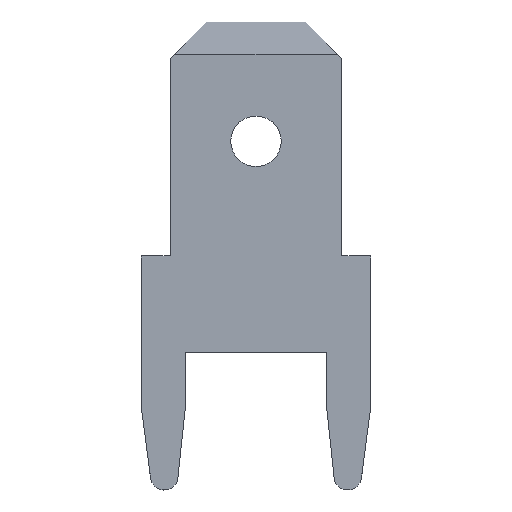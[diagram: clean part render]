
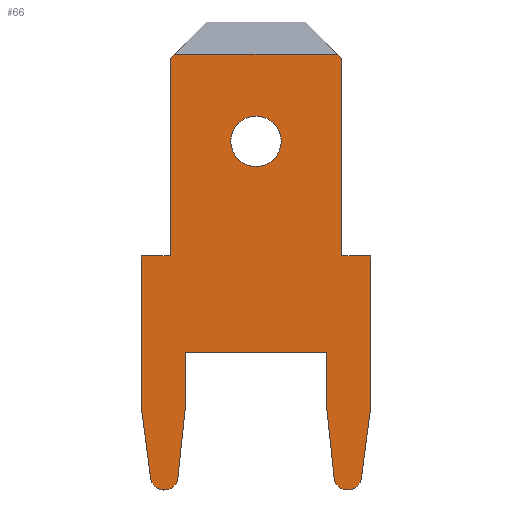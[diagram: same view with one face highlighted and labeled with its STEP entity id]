
A CAD part, top view. The second image highlights one B-rep face of the part: STEP entity #66.
In plain terms, the highlighted planar face has unit normal (0, 0, 1).
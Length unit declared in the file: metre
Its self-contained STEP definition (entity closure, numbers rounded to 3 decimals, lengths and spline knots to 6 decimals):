
#66 = ADVANCED_FACE( '', ( #112, #113 ), #114, .T. );
#112 = FACE_OUTER_BOUND( '', #161, .T. );
#113 = FACE_BOUND( '', #162, .T. );
#114 = PLANE( '', #163 );
#161 = EDGE_LOOP( '', ( #323, #324, #325, #326, #327, #328, #329, #330, #331, #332, #333, #334, #335, #336, #337, #338, #339, #340 ) );
#162 = EDGE_LOOP( '', ( #341 ) );
#163 = AXIS2_PLACEMENT_3D( '', #342, #343, #344 );
#323 = ORIENTED_EDGE( '', *, *, #366, .T. );
#324 = ORIENTED_EDGE( '', *, *, #406, .T. );
#325 = ORIENTED_EDGE( '', *, *, #404, .T. );
#326 = ORIENTED_EDGE( '', *, *, #408, .T. );
#327 = ORIENTED_EDGE( '', *, *, #416, .T. );
#328 = ORIENTED_EDGE( '', *, *, #412, .T. );
#329 = ORIENTED_EDGE( '', *, *, #410, .T. );
#330 = ORIENTED_EDGE( '', *, *, #415, .T. );
#331 = ORIENTED_EDGE( '', *, *, #420, .T. );
#332 = ORIENTED_EDGE( '', *, *, #421, .T. );
#333 = ORIENTED_EDGE( '', *, *, #391, .T. );
#334 = ORIENTED_EDGE( '', *, *, #402, .T. );
#335 = ORIENTED_EDGE( '', *, *, #417, .T. );
#336 = ORIENTED_EDGE( '', *, *, #394, .T. );
#337 = ORIENTED_EDGE( '', *, *, #400, .T. );
#338 = ORIENTED_EDGE( '', *, *, #418, .T. );
#339 = ORIENTED_EDGE( '', *, *, #396, .T. );
#340 = ORIENTED_EDGE( '', *, *, #422, .T. );
#341 = ORIENTED_EDGE( '', *, *, #389, .T. );
#342 = CARTESIAN_POINT( '', ( 0., 0., 0.000254 ) );
#343 = DIRECTION( '', ( 0., 0., 1. ) );
#344 = DIRECTION( '', ( 1., 0., 0. ) );
#366 = EDGE_CURVE( '', #433, #431, #434, .T. );
#389 = EDGE_CURVE( '', #476, #476, #477, .T. );
#391 = EDGE_CURVE( '', #480, #478, #481, .T. );
#394 = EDGE_CURVE( '', #485, #483, #486, .T. );
#396 = EDGE_CURVE( '', #488, #489, #490, .T. );
#400 = EDGE_CURVE( '', #483, #493, #495, .T. );
#402 = EDGE_CURVE( '', #478, #496, #498, .T. );
#404 = EDGE_CURVE( '', #501, #499, #502, .T. );
#406 = EDGE_CURVE( '', #431, #501, #504, .T. );
#408 = EDGE_CURVE( '', #499, #505, #507, .T. );
#410 = EDGE_CURVE( '', #510, #508, #511, .T. );
#412 = EDGE_CURVE( '', #513, #510, #514, .T. );
#415 = EDGE_CURVE( '', #508, #516, #518, .T. );
#416 = EDGE_CURVE( '', #505, #513, #519, .T. );
#417 = EDGE_CURVE( '', #496, #485, #520, .T. );
#418 = EDGE_CURVE( '', #493, #488, #521, .T. );
#420 = EDGE_CURVE( '', #516, #522, #524, .T. );
#421 = EDGE_CURVE( '', #522, #480, #525, .T. );
#422 = EDGE_CURVE( '', #489, #433, #526, .T. );
#431 = VERTEX_POINT( '', #539 );
#433 = VERTEX_POINT( '', #542 );
#434 = LINE( '', #543, #544 );
#476 = VERTEX_POINT( '', #605 );
#477 = CIRCLE( '', #606, 0.000699 );
#478 = VERTEX_POINT( '', #607 );
#480 = VERTEX_POINT( '', #610 );
#481 = LINE( '', #611, #612 );
#483 = VERTEX_POINT( '', #615 );
#485 = VERTEX_POINT( '', #618 );
#486 = LINE( '', #619, #620 );
#488 = VERTEX_POINT( '', #623 );
#489 = VERTEX_POINT( '', #624 );
#490 = LINE( '', #625, #626 );
#493 = VERTEX_POINT( '', #631 );
#495 = LINE( '', #634, #635 );
#496 = VERTEX_POINT( '', #636 );
#498 = LINE( '', #639, #640 );
#499 = VERTEX_POINT( '', #641 );
#501 = VERTEX_POINT( '', #644 );
#502 = LINE( '', #645, #646 );
#504 = LINE( '', #649, #650 );
#505 = VERTEX_POINT( '', #651 );
#507 = LINE( '', #654, #655 );
#508 = VERTEX_POINT( '', #656 );
#510 = VERTEX_POINT( '', #659 );
#511 = CIRCLE( '', #660, 0.000381 );
#513 = VERTEX_POINT( '', #663 );
#514 = LINE( '', #664, #665 );
#516 = VERTEX_POINT( '', #668 );
#518 = LINE( '', #671, #672 );
#519 = LINE( '', #673, #674 );
#520 = CIRCLE( '', #675, 0.000381 );
#521 = LINE( '', #676, #677 );
#522 = VERTEX_POINT( '', #678 );
#524 = LINE( '', #681, #682 );
#525 = LINE( '', #683, #684 );
#526 = LINE( '', #685, #686 );
#539 = CARTESIAN_POINT( '', ( -0.002248, 0.005588, 0.000254 ) );
#542 = CARTESIAN_POINT( '', ( 0.002248, 0.005588, 0.000254 ) );
#543 = CARTESIAN_POINT( '', ( 0.002248, 0.005588, 0.000254 ) );
#544 = VECTOR( '', #692, 1. );
#605 = CARTESIAN_POINT( '', ( 0.000699, 0.003175, 0.000254 ) );
#606 = AXIS2_PLACEMENT_3D( '', #721, #722, #723 );
#607 = CARTESIAN_POINT( '', ( 0.001956, -0.004191, 0.000254 ) );
#610 = CARTESIAN_POINT( '', ( 0.001956, -0.002667, 0.000254 ) );
#611 = CARTESIAN_POINT( '', ( 0.001956, -0.002667, 0.000254 ) );
#612 = VECTOR( '', #725, 1. );
#615 = CARTESIAN_POINT( '', ( 0.003175, -0.004191, 0.000254 ) );
#618 = CARTESIAN_POINT( '', ( 0.002918, -0.006146, 0.000254 ) );
#619 = CARTESIAN_POINT( '', ( 0.002918, -0.006146, 0.000254 ) );
#620 = VECTOR( '', #728, 1. );
#623 = CARTESIAN_POINT( '', ( 0.002375, 0., 0.000254 ) );
#624 = CARTESIAN_POINT( '', ( 0.002375, 0.005461, 0.000254 ) );
#625 = CARTESIAN_POINT( '', ( 0.002375, 0., 0.000254 ) );
#626 = VECTOR( '', #730, 1. );
#631 = CARTESIAN_POINT( '', ( 0.003175, 0., 0.000254 ) );
#634 = CARTESIAN_POINT( '', ( 0.003175, -0.004191, 0.000254 ) );
#635 = VECTOR( '', #734, 1. );
#636 = CARTESIAN_POINT( '', ( 0.002161, -0.006136, 0.000254 ) );
#639 = CARTESIAN_POINT( '', ( 0.001956, -0.004191, 0.000254 ) );
#640 = VECTOR( '', #736, 1. );
#641 = CARTESIAN_POINT( '', ( -0.002375, 0., 0.000254 ) );
#644 = CARTESIAN_POINT( '', ( -0.002375, 0.005461, 0.000254 ) );
#645 = CARTESIAN_POINT( '', ( -0.002375, 0.005461, 0.000254 ) );
#646 = VECTOR( '', #738, 1. );
#649 = CARTESIAN_POINT( '', ( -0.002248, 0.005588, 0.000254 ) );
#650 = VECTOR( '', #740, 1. );
#651 = CARTESIAN_POINT( '', ( -0.003175, 0., 0.000254 ) );
#654 = CARTESIAN_POINT( '', ( -0.002375, 0., 0.000254 ) );
#655 = VECTOR( '', #742, 1. );
#656 = CARTESIAN_POINT( '', ( -0.002161, -0.006136, 0.000254 ) );
#659 = CARTESIAN_POINT( '', ( -0.002918, -0.006146, 0.000254 ) );
#660 = AXIS2_PLACEMENT_3D( '', #744, #745, #746 );
#663 = CARTESIAN_POINT( '', ( -0.003175, -0.004191, 0.000254 ) );
#664 = CARTESIAN_POINT( '', ( -0.003175, -0.004191, 0.000254 ) );
#665 = VECTOR( '', #748, 1. );
#668 = CARTESIAN_POINT( '', ( -0.001956, -0.004191, 0.000254 ) );
#671 = CARTESIAN_POINT( '', ( -0.002161, -0.006136, 0.000254 ) );
#672 = VECTOR( '', #751, 1. );
#673 = CARTESIAN_POINT( '', ( -0.003175, 0., 0.000254 ) );
#674 = VECTOR( '', #752, 1. );
#675 = AXIS2_PLACEMENT_3D( '', #753, #754, #755 );
#676 = CARTESIAN_POINT( '', ( 0.003175, 0., 0.000254 ) );
#677 = VECTOR( '', #756, 1. );
#678 = CARTESIAN_POINT( '', ( -0.001956, -0.002667, 0.000254 ) );
#681 = CARTESIAN_POINT( '', ( -0.001956, -0.004191, 0.000254 ) );
#682 = VECTOR( '', #758, 1. );
#683 = CARTESIAN_POINT( '', ( -0.001956, -0.002667, 0.000254 ) );
#684 = VECTOR( '', #759, 1. );
#685 = CARTESIAN_POINT( '', ( 0.002375, 0.005461, 0.000254 ) );
#686 = VECTOR( '', #760, 1. );
#692 = DIRECTION( '', ( -1., 0., 0. ) );
#721 = CARTESIAN_POINT( '', ( 0., 0.003175, 0.000254 ) );
#722 = DIRECTION( '', ( 0., 0., -1. ) );
#723 = DIRECTION( '', ( 1., 0., 0. ) );
#725 = DIRECTION( '', ( 0., -1., 0. ) );
#728 = DIRECTION( '', ( 0.13, 0.991, 0. ) );
#730 = DIRECTION( '', ( 0., 1., 0. ) );
#734 = DIRECTION( '', ( 0., 1., 0. ) );
#736 = DIRECTION( '', ( 0.105, -0.994, 0. ) );
#738 = DIRECTION( '', ( 0., -1., 0. ) );
#740 = DIRECTION( '', ( -0.707, -0.707, 0. ) );
#742 = DIRECTION( '', ( -1., 0., 0. ) );
#744 = CARTESIAN_POINT( '', ( -0.00254, -0.006096, 0.000254 ) );
#745 = DIRECTION( '', ( 0., 0., 1. ) );
#746 = DIRECTION( '', ( -0.991, -0.13, 0. ) );
#748 = DIRECTION( '', ( 0.13, -0.991, 0. ) );
#751 = DIRECTION( '', ( 0.105, 0.994, 0. ) );
#752 = DIRECTION( '', ( 0., -1., 0. ) );
#753 = CARTESIAN_POINT( '', ( 0.00254, -0.006096, 0.000254 ) );
#754 = DIRECTION( '', ( 0., 0., 1. ) );
#755 = DIRECTION( '', ( -0.994, -0.105, 0. ) );
#756 = DIRECTION( '', ( -1., 0., 0. ) );
#758 = DIRECTION( '', ( 0., 1., 0. ) );
#759 = DIRECTION( '', ( 1., 0., 0. ) );
#760 = DIRECTION( '', ( -0.707, 0.707, 0. ) );
